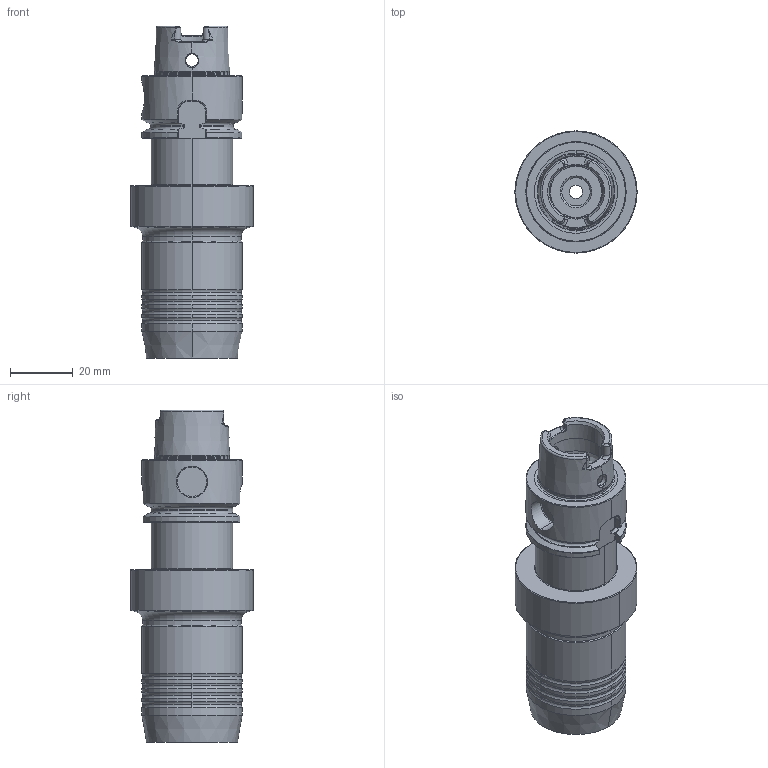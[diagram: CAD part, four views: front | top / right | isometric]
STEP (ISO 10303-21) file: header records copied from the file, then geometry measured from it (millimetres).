
FILE_DESCRIPTION (( 'STEP AP214' ), '1' );
FILE_NAME ('77.A32.012 x=90_step.STEP', '2021-06-22T12:29:21', ( '' ), ( '' ), 'SwSTEP 2.0', 'SolidWorks 2018', '' );
FILE_SCHEMA (( 'AUTOMOTIVE_DESIGN' ));
Length unit declared in the file: millimetre
Products named in the file (1): 77.A32.012 x=90_step
Bounding box: 39 x 39 x 105.9 mm (x, y, z)
Volume: 64739.3 mm3; surface area: 17092.2 mm2
Topology: 1 solids, 1 shells, 321 faces, 788 edges, 460 vertices
Faces by surface type: bspline 92, cylinder 67, plane 63, torus 58, cone 41
Entity records: 15829 total; most frequent: CARTESIAN_POINT 8948, ORIENTED_EDGE 1552, DIRECTION 1125, EDGE_CURVE 776, AXIS2_PLACEMENT_3D 482, VERTEX_POINT 460, EDGE_LOOP 330, B_SPLINE_CURVE_WITH_KNOTS 328
